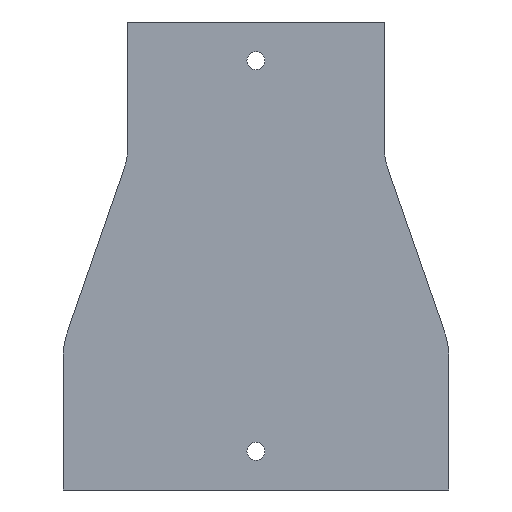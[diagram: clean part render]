
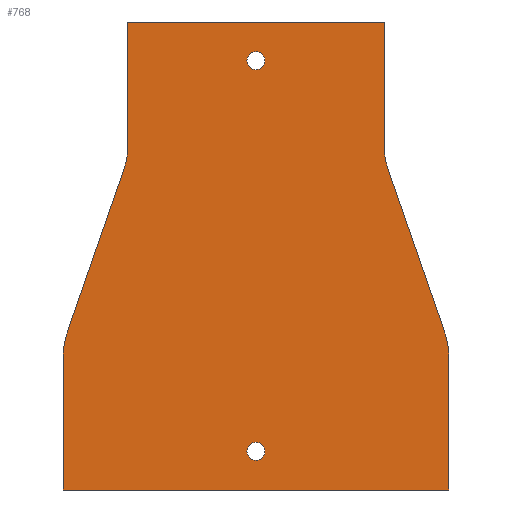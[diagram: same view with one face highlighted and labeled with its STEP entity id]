
A CAD part, front view. The second image highlights one B-rep face of the part: STEP entity #768.
In plain terms, the highlighted planar face has unit normal (0, -1, 0).
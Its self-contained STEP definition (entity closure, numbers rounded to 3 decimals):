
#68 = CARTESIAN_POINT ( 'NONE',  ( 0., 0., -18.5 ) ) ;
#99 = DIRECTION ( 'NONE',  ( 0., 0., 1. ) ) ;
#105 = DIRECTION ( 'NONE',  ( 0., 0., 1. ) ) ;
#108 = CARTESIAN_POINT ( 'NONE',  ( -50., 0., 0. ) ) ;
#129 = DIRECTION ( 'NONE',  ( 1., 0., 0. ) ) ;
#130 = CARTESIAN_POINT ( 'NONE',  ( -50., 0., 0. ) ) ;
#169 = DIRECTION ( 'NONE',  ( 0.328, 0., -0.945 ) ) ;
#170 = CARTESIAN_POINT ( 'NONE',  ( 51.107, 0., -56.5 ) ) ;
#175 = DIRECTION ( 'NONE',  ( 0., 0., -1. ) ) ;
#177 = DIRECTION ( 'NONE',  ( 0., 1., 0. ) ) ;
#178 = CARTESIAN_POINT ( 'NONE',  ( 45., 0., -130.373 ) ) ;
#211 = CARTESIAN_POINT ( 'NONE',  ( -70., 0., -49.94 ) ) ;
#216 = PLANE ( 'NONE',  #1683 ) ;
#218 = DIRECTION ( 'NONE',  ( 0., 0., -1. ) ) ;
#219 = CARTESIAN_POINT ( 'NONE',  ( 75., 0., -130.373 ) ) ;
#224 = DIRECTION ( 'NONE',  ( -1., 0., 0. ) ) ;
#225 = CARTESIAN_POINT ( 'NONE',  ( -75., 0., -182. ) ) ;
#229 = CARTESIAN_POINT ( 'NONE',  ( -45., 0., -130.373 ) ) ;
#232 = DIRECTION ( 'NONE',  ( 0., 1., 0. ) ) ;
#236 = CARTESIAN_POINT ( 'NONE',  ( -75., 0., -130.373 ) ) ;
#237 = DIRECTION ( 'NONE',  ( 0., 0., 1. ) ) ;
#276 = DIRECTION ( 'NONE',  ( 0.328, 0., 0.945 ) ) ;
#337 = CARTESIAN_POINT ( 'NONE',  ( -51.107, 0., -56.5 ) ) ;
#348 = DIRECTION ( 'NONE',  ( 0., 0., 1. ) ) ;
#573 = DIRECTION ( 'NONE',  ( 0., 1., 0. ) ) ;
#575 = CARTESIAN_POINT ( 'NONE',  ( 70., 0., -49.94 ) ) ;
#576 = DIRECTION ( 'NONE',  ( 0., -1., 0. ) ) ;
#577 = DIRECTION ( 'NONE',  ( 0., 0., -1. ) ) ;
#580 = CARTESIAN_POINT ( 'NONE',  ( 50., 0., 0. ) ) ;
#581 = DIRECTION ( 'NONE',  ( 0., 0., -1. ) ) ;
#611 = CARTESIAN_POINT ( 'NONE',  ( 0., 0., -15. ) ) ;
#612 = DIRECTION ( 'NONE',  ( 0., -1., 0. ) ) ;
#613 = DIRECTION ( 'NONE',  ( 0., 0., -1. ) ) ;
#615 = CARTESIAN_POINT ( 'NONE',  ( 0., 0., -167. ) ) ;
#616 = DIRECTION ( 'NONE',  ( 0., -1., 0. ) ) ;
#617 = DIRECTION ( 'NONE',  ( 0., 0., -1. ) ) ;
#621 = CARTESIAN_POINT ( 'NONE',  ( -70., 0., -49.94 ) ) ;
#622 = DIRECTION ( 'NONE',  ( 0., -1., 0. ) ) ;
#623 = DIRECTION ( 'NONE',  ( 0., 0., 1. ) ) ;
#657 = CARTESIAN_POINT ( 'NONE',  ( -50., 0., -49.94 ) ) ;
#684 = CARTESIAN_POINT ( 'NONE',  ( 50., 0., -49.94 ) ) ;
#686 = CARTESIAN_POINT ( 'NONE',  ( -50., 0., 0. ) ) ;
#687 = CARTESIAN_POINT ( 'NONE',  ( 50., 0., 0. ) ) ;
#693 = CARTESIAN_POINT ( 'NONE',  ( 73.34, 0., -120.533 ) ) ;
#699 = CARTESIAN_POINT ( 'NONE',  ( 75., 0., -130.373 ) ) ;
#702 = CARTESIAN_POINT ( 'NONE',  ( 51.107, 0., -56.5 ) ) ;
#712 = CARTESIAN_POINT ( 'NONE',  ( 75., 0., -182. ) ) ;
#718 = CARTESIAN_POINT ( 'NONE',  ( -75., 0., -182. ) ) ;
#726 = CARTESIAN_POINT ( 'NONE',  ( -75., 0., -130.373 ) ) ;
#730 = CARTESIAN_POINT ( 'NONE',  ( -51.107, 0., -56.5 ) ) ;
#732 = CARTESIAN_POINT ( 'NONE',  ( -73.34, 0., -120.533 ) ) ;
#744 = CARTESIAN_POINT ( 'NONE',  ( 0., 0., -170.5 ) ) ;
#768 = ADVANCED_FACE ( 'NONE', ( #1256, #1259, #1255 ), #216, .F. ) ;
#894 = EDGE_CURVE ( 'NONE', #1941, #1939, #1477, .T. ) ;
#897 = EDGE_CURVE ( 'NONE', #1935, #1941, #1480, .T. ) ;
#900 = EDGE_CURVE ( 'NONE', #1927, #1935, #1487, .T. ) ;
#914 = EDGE_CURVE ( 'NONE', #1921, #1927, #1511, .T. ) ;
#917 = EDGE_CURVE ( 'NONE', #1908, #1921, #1517, .T. ) ;
#928 = EDGE_CURVE ( 'NONE', #1902, #1908, #1534, .T. ) ;
#931 = EDGE_CURVE ( 'NONE', #1911, #1902, #1539, .T. ) ;
#943 = EDGE_CURVE ( 'NONE', #1895, #1896, #1560, .T. ) ;
#949 = EDGE_CURVE ( 'NONE', #1866, #1895, #1571, .T. ) ;
#959 = EDGE_CURVE ( 'NONE', #1893, #1911, #1593, .T. ) ;
#962 = EDGE_CURVE ( 'NONE', #1896, #1893, #1599, .T. ) ;
#975 = EDGE_CURVE ( 'NONE', #1641, #1641, #1610, .T. ) ;
#976 = EDGE_CURVE ( 'NONE', #1640, #1640, #1624, .T. ) ;
#978 = EDGE_CURVE ( 'NONE', #1939, #1866, #1620, .T. ) ;
#1000 = ORIENTED_EDGE ( 'NONE', *, *, #897, .F. ) ;
#1001 = ORIENTED_EDGE ( 'NONE', *, *, #894, .F. ) ;
#1002 = ORIENTED_EDGE ( 'NONE', *, *, #978, .F. ) ;
#1003 = ORIENTED_EDGE ( 'NONE', *, *, #949, .F. ) ;
#1004 = ORIENTED_EDGE ( 'NONE', *, *, #943, .F. ) ;
#1005 = ORIENTED_EDGE ( 'NONE', *, *, #962, .F. ) ;
#1006 = ORIENTED_EDGE ( 'NONE', *, *, #959, .F. ) ;
#1007 = ORIENTED_EDGE ( 'NONE', *, *, #931, .F. ) ;
#1008 = ORIENTED_EDGE ( 'NONE', *, *, #928, .F. ) ;
#1009 = ORIENTED_EDGE ( 'NONE', *, *, #917, .F. ) ;
#1010 = ORIENTED_EDGE ( 'NONE', *, *, #914, .F. ) ;
#1011 = ORIENTED_EDGE ( 'NONE', *, *, #900, .F. ) ;
#1012 = ORIENTED_EDGE ( 'NONE', *, *, #975, .F. ) ;
#1013 = ORIENTED_EDGE ( 'NONE', *, *, #976, .F. ) ;
#1255 = FACE_OUTER_BOUND ( 'NONE', #2028, .T. ) ;
#1256 = FACE_BOUND ( 'NONE', #2034, .T. ) ;
#1259 = FACE_BOUND ( 'NONE', #2047, .T. ) ;
#1477 = LINE ( 'NONE', #337, #1481 ) ;
#1480 = CIRCLE ( 'NONE', #1752, 30. ) ;
#1481 = VECTOR ( 'NONE', #276, 1000. ) ;
#1487 = LINE ( 'NONE', #236, #1490 ) ;
#1490 = VECTOR ( 'NONE', #237, 1000. ) ;
#1511 = LINE ( 'NONE', #225, #1514 ) ;
#1514 = VECTOR ( 'NONE', #224, 1000. ) ;
#1517 = LINE ( 'NONE', #219, #1520 ) ;
#1520 = VECTOR ( 'NONE', #218, 1000. ) ;
#1534 = CIRCLE ( 'NONE', #1762, 30. ) ;
#1539 = LINE ( 'NONE', #170, #1542 ) ;
#1542 = VECTOR ( 'NONE', #169, 1000. ) ;
#1560 = LINE ( 'NONE', #130, #1563 ) ;
#1563 = VECTOR ( 'NONE', #129, 1000. ) ;
#1571 = LINE ( 'NONE', #108, #1574 ) ;
#1574 = VECTOR ( 'NONE', #105, 1000. ) ;
#1593 = CIRCLE ( 'NONE', #1770, 20. ) ;
#1599 = LINE ( 'NONE', #580, #1602 ) ;
#1602 = VECTOR ( 'NONE', #581, 1000. ) ;
#1610 = CIRCLE ( 'NONE', #1776, 3.5 ) ;
#1620 = CIRCLE ( 'NONE', #1779, 20. ) ;
#1624 = CIRCLE ( 'NONE', #1777, 3.5 ) ;
#1640 = VERTEX_POINT ( 'NONE', #744 ) ;
#1641 = VERTEX_POINT ( 'NONE', #68 ) ;
#1683 = AXIS2_PLACEMENT_3D ( 'NONE', #211, #573, #99 ) ;
#1752 = AXIS2_PLACEMENT_3D ( 'NONE', #229, #232, #348 ) ;
#1762 = AXIS2_PLACEMENT_3D ( 'NONE', #178, #177, #175 ) ;
#1770 = AXIS2_PLACEMENT_3D ( 'NONE', #575, #576, #577 ) ;
#1776 = AXIS2_PLACEMENT_3D ( 'NONE', #611, #612, #613 ) ;
#1777 = AXIS2_PLACEMENT_3D ( 'NONE', #615, #616, #617 ) ;
#1779 = AXIS2_PLACEMENT_3D ( 'NONE', #621, #622, #623 ) ;
#1866 = VERTEX_POINT ( 'NONE', #657 ) ;
#1893 = VERTEX_POINT ( 'NONE', #684 ) ;
#1895 = VERTEX_POINT ( 'NONE', #686 ) ;
#1896 = VERTEX_POINT ( 'NONE', #687 ) ;
#1902 = VERTEX_POINT ( 'NONE', #693 ) ;
#1908 = VERTEX_POINT ( 'NONE', #699 ) ;
#1911 = VERTEX_POINT ( 'NONE', #702 ) ;
#1921 = VERTEX_POINT ( 'NONE', #712 ) ;
#1927 = VERTEX_POINT ( 'NONE', #718 ) ;
#1935 = VERTEX_POINT ( 'NONE', #726 ) ;
#1939 = VERTEX_POINT ( 'NONE', #730 ) ;
#1941 = VERTEX_POINT ( 'NONE', #732 ) ;
#2028 = EDGE_LOOP ( 'NONE', ( #1011, #1010, #1009, #1008, #1007, #1006, #1005, #1004, #1003, #1002, #1001, #1000 ) ) ;
#2034 = EDGE_LOOP ( 'NONE', ( #1013 ) ) ;
#2047 = EDGE_LOOP ( 'NONE', ( #1012 ) ) ;
